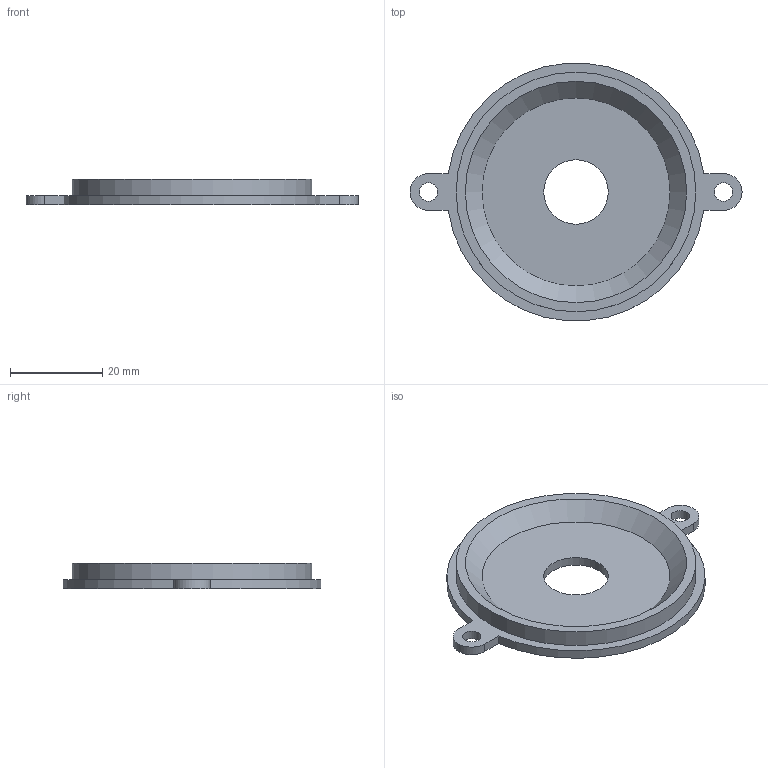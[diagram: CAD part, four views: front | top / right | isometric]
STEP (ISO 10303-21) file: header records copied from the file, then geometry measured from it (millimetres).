
FILE_DESCRIPTION(('STEP AP242'), '1');
FILE_NAME('itemPumpHousingV2P2', '', ('UNSPECIFIED'), ('UNSPECIFIED'), 'C3D Converter', 'C3D Toolkit', '');
FILE_SCHEMA(('AP242_MANAGED_MODEL_BASED_3D_ENGINEERING_MIM_LF { 1 0 10303 442 1 1 4 }'));
Length unit declared in the file: millimetre
Bounding box: 72 x 55.8 x 5.6 mm (x, y, z)
Volume: 6858.7 mm3; surface area: 6138.1 mm2
Topology: 1 solids, 1 shells, 17 faces, 39 edges, 26 vertices
Faces by surface type: plane 8, cylinder 8, cone 1
Full cylindrical faces by diameter (mm): 4 x2, 14 x1, 52 x1
Entity records: 513 total; most frequent: DIRECTION 88, CARTESIAN_POINT 78, ORIENTED_EDGE 68, AXIS2_PLACEMENT_3D 36, EDGE_CURVE 34, EDGE_LOOP 30, VERTEX_POINT 26, FACE_BOUND 20
